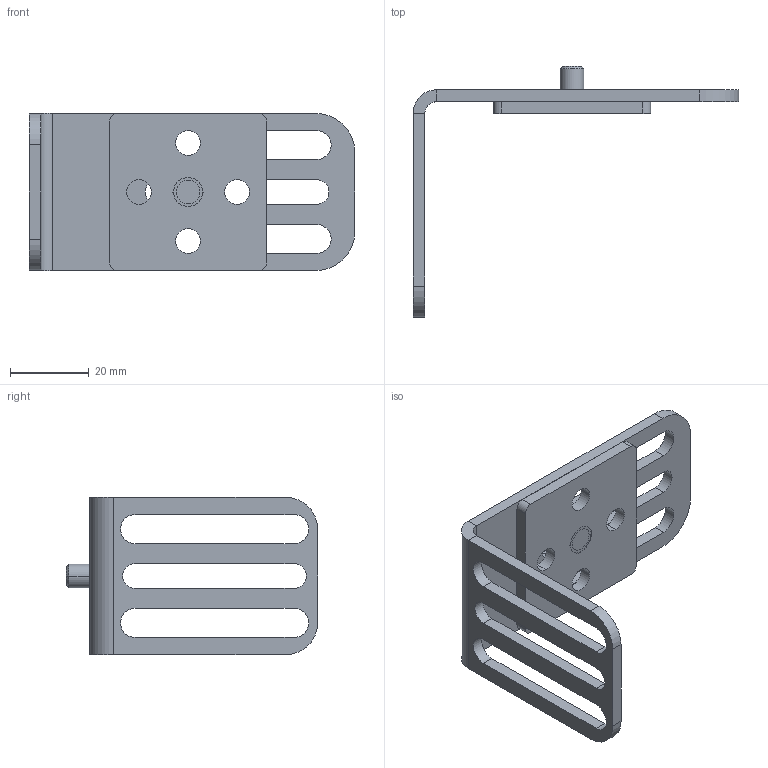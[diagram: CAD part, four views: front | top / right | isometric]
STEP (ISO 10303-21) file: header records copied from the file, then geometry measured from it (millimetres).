
FILE_DESCRIPTION((''),'2;1');
FILE_NAME('DM_HALTERUNG_02_ASM','2013-08-22T',('smattmuell'),(''),'PRO/ENGINEER BY PARAMETRIC TECHNOLOGY CORPORATION, 2013050','PRO/ENGINEER BY PARAMETRIC TECHNOLOGY CORPORATION, 2013050','');
FILE_SCHEMA(('CONFIG_CONTROL_DESIGN'));
Length unit declared in the file: millimetre
Products named in the file (5): DM_04CVD9_BRAKET_BENT; DM_04CVD8_BASEPLATE; DM_KVT_M6X12; DM_07BW22_MOUNTING_PLATE_ASM; DM_HALTERUNG_02_ASM
Assembly tree (4 placements, depth 3):
  DM_HALTERUNG_02_ASM
    DM_04CVD9_BRAKET_BENT
    DM_07BW22_MOUNTING_PLATE_ASM
      DM_04CVD8_BASEPLATE
      DM_KVT_M6X12
Bounding box: 83 x 64 x 40 mm (x, y, z)
Volume: 14973.7 mm3; surface area: 13851 mm2
Topology: 3 solids, 4 shells, 88 faces, 218 edges, 139 vertices
Faces by surface type: cylinder 40, plane 36, cone 8, torus 4
Entity records: 3010 total; most frequent: DIRECTION 516, CARTESIAN_POINT 456, ORIENTED_EDGE 430, EDGE_CURVE 216, AXIS2_PLACEMENT_3D 199, VERTEX_POINT 139, VECTOR 118, LINE 118
